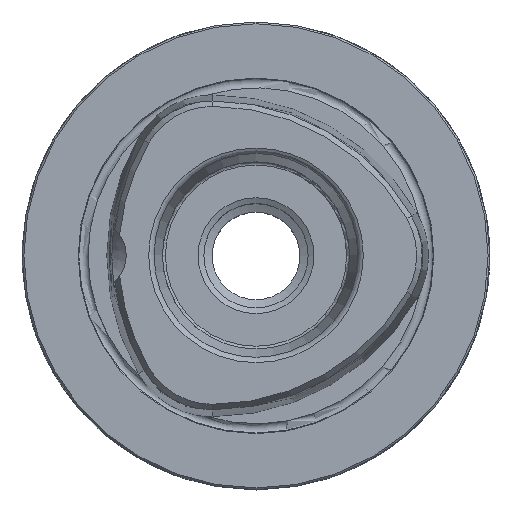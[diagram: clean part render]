
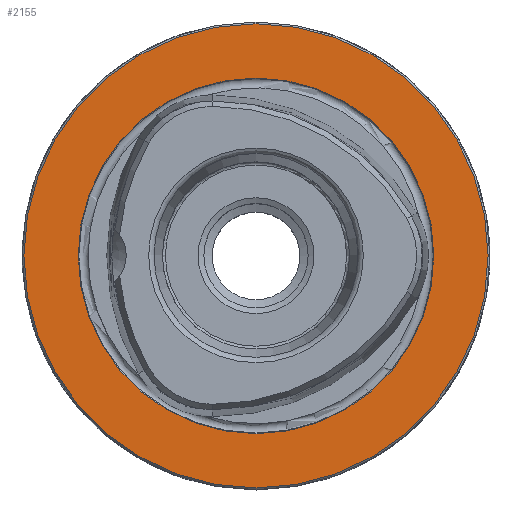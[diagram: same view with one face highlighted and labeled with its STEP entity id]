
A CAD part, top view. The second image highlights one B-rep face of the part: STEP entity #2155.
In plain terms, the highlighted planar face has unit normal (0, 0, 1).
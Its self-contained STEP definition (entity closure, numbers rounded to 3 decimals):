
#217=PLANE('',#2348);
#489=ORIENTED_EDGE('',*,*,#778,.T.);
#490=ORIENTED_EDGE('',*,*,#777,.F.);
#777=EDGE_CURVE('',#932,#932,#1023,.T.);
#778=EDGE_CURVE('',#933,#933,#1024,.T.);
#932=VERTEX_POINT('',#3429);
#933=VERTEX_POINT('',#3432);
#1023=CIRCLE('',#2347,30.414);
#1024=CIRCLE('',#2349,39.7);
#1118=EDGE_LOOP('',(#489));
#1119=EDGE_LOOP('',(#490));
#1264=FACE_BOUND('',#1118,.T.);
#1265=FACE_BOUND('',#1119,.T.);
#2155=ADVANCED_FACE('',(#1264,#1265),#217,.T.);
#2347=AXIS2_PLACEMENT_3D('',#3428,#2720,#2721);
#2348=AXIS2_PLACEMENT_3D('',#3430,#2722,#2723);
#2349=AXIS2_PLACEMENT_3D('',#3431,#2724,#2725);
#2720=DIRECTION('',(0.,0.,1.));
#2721=DIRECTION('',(1.,0.,0.));
#2722=DIRECTION('',(0.,0.,1.));
#2723=DIRECTION('',(1.,0.,0.));
#2724=DIRECTION('',(0.,0.,1.));
#2725=DIRECTION('',(1.,0.,0.));
#3428=CARTESIAN_POINT('',(0.,0.,0.));
#3429=CARTESIAN_POINT('',(30.414,0.,0.));
#3430=CARTESIAN_POINT('',(30.25,0.,0.));
#3431=CARTESIAN_POINT('',(0.,0.,0.));
#3432=CARTESIAN_POINT('',(39.7,0.,0.));
